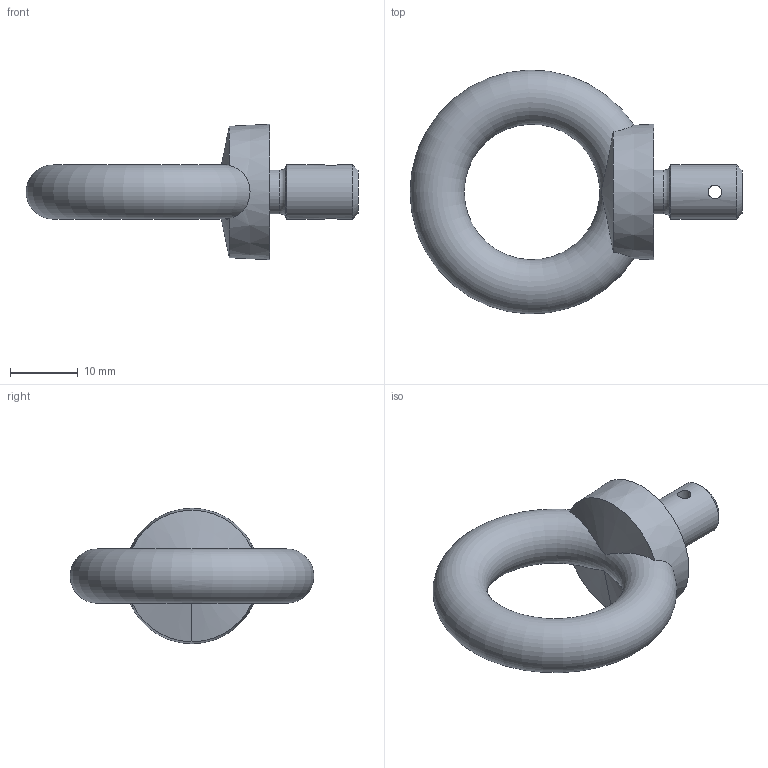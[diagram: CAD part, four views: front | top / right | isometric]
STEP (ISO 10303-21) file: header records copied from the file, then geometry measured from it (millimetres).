
FILE_DESCRIPTION(/* description */ ('Alibre Inc.'),/* implementation_level */ '2;1');
FILE_NAME(/* name */ 'export-4D41FBC2-16C2-4A5B-AD69-7096575CB934',/* time_stamp */ '2023-02-09T13:52:53+01:00',/* author */ (''),/* organization */ (''),/* preprocessor_version */ 'ST-DEVELOPER v17',/* originating_system */ 'Alibre',/* authorisation */ '');
FILE_SCHEMA (('AUTOMOTIVE_DESIGN'));
Length unit declared in the file: millimetre
Products named in the file (1): Ring bolt DIN 580 M8 16010.080.001(High)
Bounding box: 49 x 35.98 x 20 mm (x, y, z)
Volume: 6221 mm3; surface area: 3105.4 mm2
Topology: 1 solids, 1 shells, 15 faces, 38 edges, 23 vertices
Faces by surface type: cone 7, cylinder 3, torus 3, plane 2
Full cylindrical faces by diameter (mm): 2 x1, 6.466 x1, 8 x1
Entity records: 494 total; most frequent: CARTESIAN_POINT 133, ORIENTED_EDGE 76, DIRECTION 66, EDGE_CURVE 38, AXIS2_PLACEMENT_3D 31, VERTEX_POINT 23, EDGE_LOOP 17, FACE_BOUND 17
